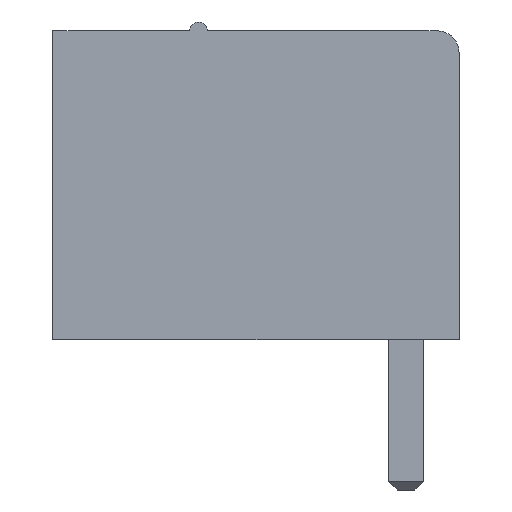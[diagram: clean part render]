
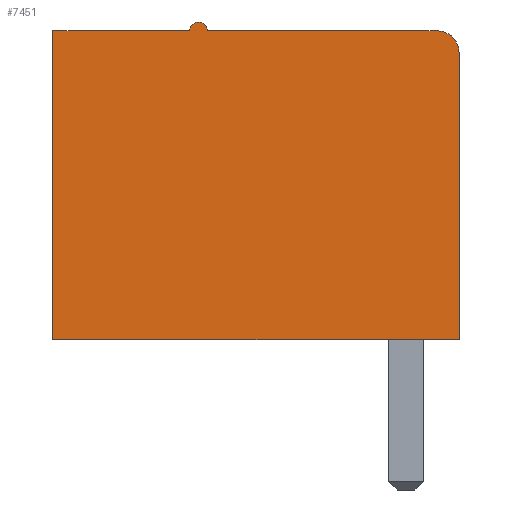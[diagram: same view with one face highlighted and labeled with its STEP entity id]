
A CAD part, left-side view. The second image highlights one B-rep face of the part: STEP entity #7451.
In plain terms, the highlighted planar face has unit normal (-1, 0, 0).
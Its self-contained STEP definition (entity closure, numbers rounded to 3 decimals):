
#196=CIRCLE('',#8063,0.5);
#197=CIRCLE('',#8064,0.2);
#526=FACE_OUTER_BOUND('',#918,.T.);
#918=EDGE_LOOP('',(#6463,#6464,#6465,#6466,#6467,#6468,#6469));
#1816=LINE('',#11870,#2800);
#1823=LINE('',#11886,#2807);
#1824=LINE('',#11890,#2808);
#1825=LINE('',#11892,#2809);
#1826=LINE('',#11893,#2810);
#2800=VECTOR('',#9746,10.);
#2807=VECTOR('',#9757,10.);
#2808=VECTOR('',#9760,10.);
#2809=VECTOR('',#9761,10.);
#2810=VECTOR('',#9762,10.);
#3532=VERTEX_POINT('',#11867);
#3533=VERTEX_POINT('',#11869);
#3539=VERTEX_POINT('',#11883);
#3540=VERTEX_POINT('',#11885);
#3541=VERTEX_POINT('',#11887);
#3542=VERTEX_POINT('',#11889);
#3543=VERTEX_POINT('',#11891);
#4523=EDGE_CURVE('',#3532,#3533,#1816,.T.);
#4530=EDGE_CURVE('',#3539,#3532,#196,.T.);
#4531=EDGE_CURVE('',#3540,#3539,#1823,.T.);
#4532=EDGE_CURVE('',#3541,#3540,#197,.T.);
#4533=EDGE_CURVE('',#3542,#3541,#1824,.T.);
#4534=EDGE_CURVE('',#3543,#3542,#1825,.T.);
#4535=EDGE_CURVE('',#3533,#3543,#1826,.T.);
#6463=ORIENTED_EDGE('',*,*,#4530,.F.);
#6464=ORIENTED_EDGE('',*,*,#4531,.F.);
#6465=ORIENTED_EDGE('',*,*,#4532,.F.);
#6466=ORIENTED_EDGE('',*,*,#4533,.F.);
#6467=ORIENTED_EDGE('',*,*,#4534,.F.);
#6468=ORIENTED_EDGE('',*,*,#4535,.F.);
#6469=ORIENTED_EDGE('',*,*,#4523,.F.);
#7076=PLANE('',#8062);
#7451=ADVANCED_FACE('',(#526),#7076,.F.);
#8062=AXIS2_PLACEMENT_3D('',#11882,#9753,#9754);
#8063=AXIS2_PLACEMENT_3D('',#11884,#9755,#9756);
#8064=AXIS2_PLACEMENT_3D('',#11888,#9758,#9759);
#9746=DIRECTION('',(0.,0.,-1.));
#9753=DIRECTION('center_axis',(1.,0.,0.));
#9754=DIRECTION('ref_axis',(0.,0.,-1.));
#9755=DIRECTION('center_axis',(1.,0.,0.));
#9756=DIRECTION('ref_axis',(0.,0.,1.));
#9757=DIRECTION('',(0.,-1.,0.));
#9758=DIRECTION('center_axis',(1.,0.,0.));
#9759=DIRECTION('ref_axis',(0.,1.,0.));
#9760=DIRECTION('',(0.,-1.,0.));
#9761=DIRECTION('',(0.,0.,1.));
#9762=DIRECTION('',(0.,1.,0.));
#11867=CARTESIAN_POINT('',(-2.54,-1.2,6.5));
#11869=CARTESIAN_POINT('',(-2.54,-1.2,0.));
#11870=CARTESIAN_POINT('',(-2.54,-1.2,6.5));
#11882=CARTESIAN_POINT('Origin',(-2.54,3.461,3.465));
#11883=CARTESIAN_POINT('',(-2.54,-0.7,7.));
#11884=CARTESIAN_POINT('Origin',(-2.54,-0.7,6.5));
#11885=CARTESIAN_POINT('',(-2.54,4.5,7.));
#11886=CARTESIAN_POINT('',(-2.54,4.5,7.));
#11887=CARTESIAN_POINT('',(-2.54,4.9,7.));
#11888=CARTESIAN_POINT('Origin',(-2.54,4.7,7.));
#11889=CARTESIAN_POINT('',(-2.54,8.,7.));
#11890=CARTESIAN_POINT('',(-2.54,8.,7.));
#11891=CARTESIAN_POINT('',(-2.54,8.,0.));
#11892=CARTESIAN_POINT('',(-2.54,8.,0.));
#11893=CARTESIAN_POINT('',(-2.54,-1.2,0.));
